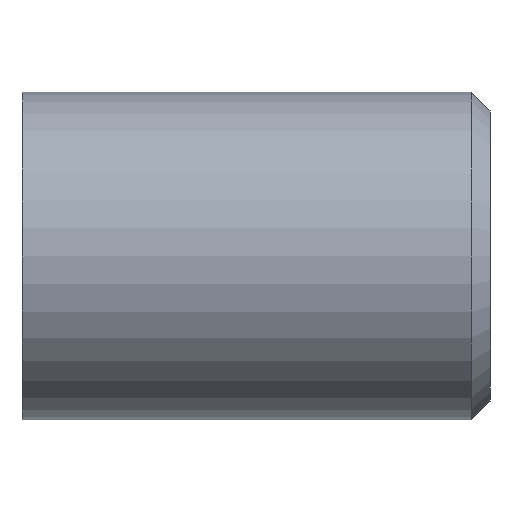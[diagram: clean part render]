
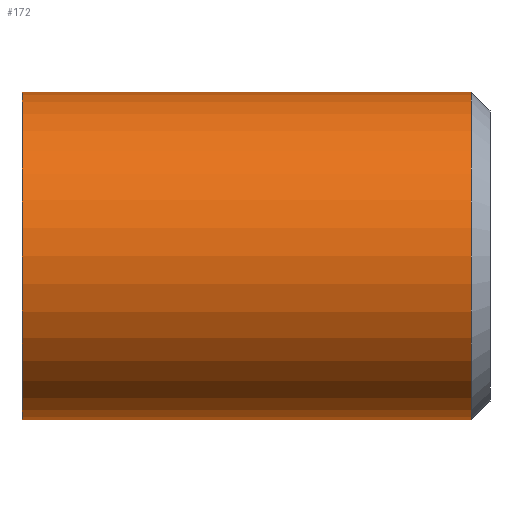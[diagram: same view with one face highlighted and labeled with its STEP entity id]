
A CAD part, left-side view. The second image highlights one B-rep face of the part: STEP entity #172.
In plain terms, the highlighted cylindrical face has radius 17.5 mm (diameter 35 mm), a full revolution.
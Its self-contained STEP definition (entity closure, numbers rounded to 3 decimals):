
#28=CYLINDRICAL_SURFACE('',#201,17.5);
#71=ORIENTED_EDGE('',*,*,#109,.T.);
#72=ORIENTED_EDGE('',*,*,#91,.T.);
#91=EDGE_CURVE('',#112,#112,#127,.T.);
#109=EDGE_CURVE('',#126,#126,#133,.F.);
#112=VERTEX_POINT('',#256);
#126=VERTEX_POINT('',#305);
#127=CIRCLE('',#191,17.5);
#133=CIRCLE('',#202,17.5);
#141=EDGE_LOOP('',(#71));
#142=EDGE_LOOP('',(#72));
#155=FACE_BOUND('',#141,.T.);
#156=FACE_BOUND('',#142,.T.);
#172=ADVANCED_FACE('',(#155,#156),#28,.T.);
#191=AXIS2_PLACEMENT_3D('',#255,#211,#212);
#201=AXIS2_PLACEMENT_3D('',#303,#239,#240);
#202=AXIS2_PLACEMENT_3D('',#304,#241,#242);
#211=DIRECTION('',(0.,-1.,0.));
#212=DIRECTION('',(1.,0.,0.));
#239=DIRECTION('',(0.,-1.,0.));
#240=DIRECTION('',(1.,0.,0.));
#241=DIRECTION('',(0.,-1.,0.));
#242=DIRECTION('',(1.,0.,0.));
#255=CARTESIAN_POINT('',(0.,25.,0.));
#256=CARTESIAN_POINT('',(17.5,25.,0.));
#303=CARTESIAN_POINT('',(0.,0.,0.));
#304=CARTESIAN_POINT('',(0.,-23.,0.));
#305=CARTESIAN_POINT('',(17.5,-23.,0.));
